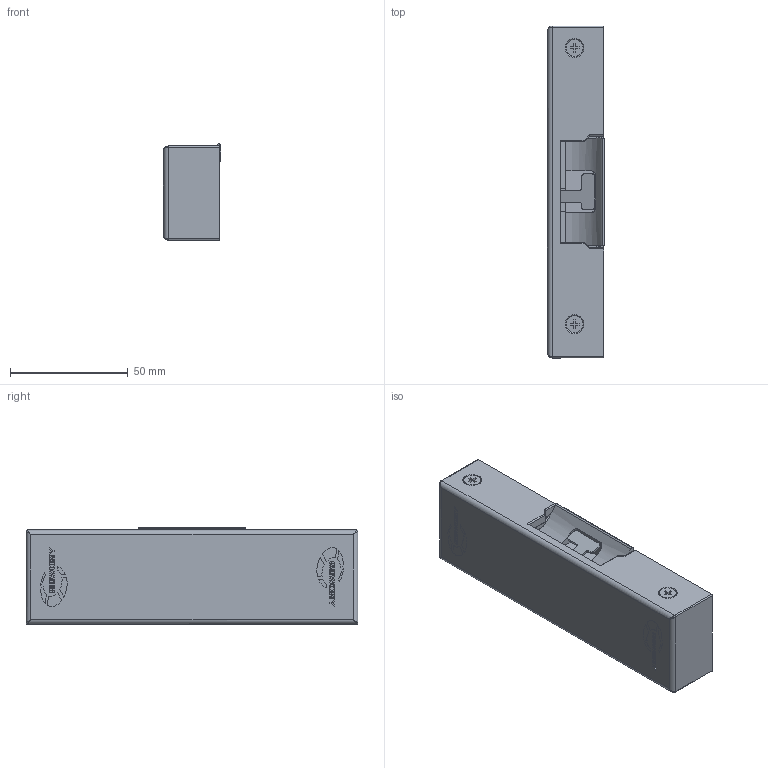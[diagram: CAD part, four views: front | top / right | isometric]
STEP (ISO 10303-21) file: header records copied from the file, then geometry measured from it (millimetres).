
FILE_DESCRIPTION (( 'STEP AP214' ), '1' );
FILE_NAME ('SEAPC1_STPALL.step', '2024-06-18T08:54:14', ( '' ), ( '' ), 'SwSTEP 2.0', 'SolidWorks 2020', '' );
FILE_SCHEMA (( 'AUTOMOTIVE_DESIGN' ));
Length unit declared in the file: millimetre
Products named in the file (11): CTC; ENVIABLE_M3x5 Regleta; SEAPC1_STPALL; ENVIABLE_Terminal regleta rosca; ENVIABLE_20001; 13100_305.igs; ENVIABLE_12011; ENVIABLE_13199; ENVIABLE_M3X5; ENVIABLE_M4X8; ENVIABLE_12064
Assembly tree (18 placements, depth 2):
  SEAPC1_STPALL
    ENVIABLE_12011
    ENVIABLE_20001
    ENVIABLE_Terminal regleta rosca  x2
    ENVIABLE_M3x5 Regleta  x2
    ENVIABLE_M3X5  x4
    ENVIABLE_M4X8  x4
    ENVIABLE_13199
    ENVIABLE_12064
    13100_305.igs
    CTC
Bounding box: 24.26 x 141 x 40.9 mm (x, y, z)
Volume: 94749 mm3; surface area: 55415.3 mm2
Topology: 18 solids, 20 shells, 837 faces, 2164 edges, 1412 vertices
Faces by surface type: plane 491, cylinder 176, bspline 124, cone 44, sphere 2
Entity records: 27942 total; most frequent: CARTESIAN_POINT 5569, ORIENTED_EDGE 3456, DIRECTION 2930, EDGE_CURVE 1728, LINE 1180, VECTOR 1180, VERTEX_POINT 1130, AXIS2_PLACEMENT_3D 875
